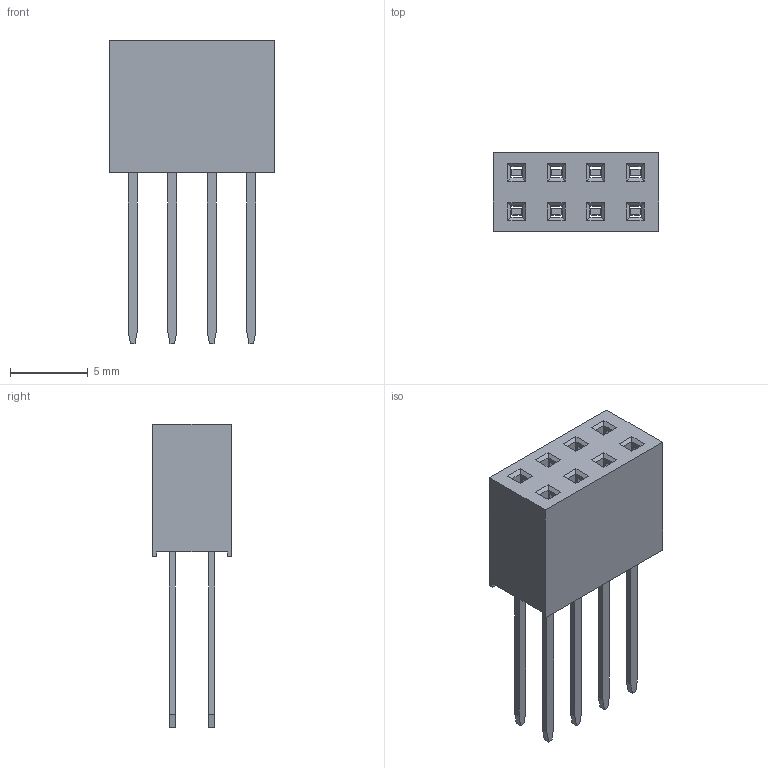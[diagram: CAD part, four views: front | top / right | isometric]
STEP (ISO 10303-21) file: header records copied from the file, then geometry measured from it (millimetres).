
FILE_DESCRIPTION (( 'STEP AP214' ), '1' );
FILE_NAME ('FFH25447-D08S1014K6K-REF .STEP', '2025-12-03T06:16:50', ( '' ), ( '' ), 'SwSTEP 2.0', 'SolidWorks 2021', '' );
FILE_SCHEMA (( 'AUTOMOTIVE_DESIGN' ));
Length unit declared in the file: millimetre
Products named in the file (1): FFH25447-D08S1014K6K-REF 
Bounding box: 10.66 x 5.08 x 19.5 mm (x, y, z)
Volume: 424.7 mm3; surface area: 881.4 mm2
Topology: 1 solids, 1 shells, 330 faces, 936 edges, 592 vertices
Faces by surface type: plane 330
Entity records: 10450 total; most frequent: ORIENTED_EDGE 1872, CARTESIAN_POINT 1859, DIRECTION 1598, EDGE_CURVE 936, LINE 936, VECTOR 936, VERTEX_POINT 592, EDGE_LOOP 346
